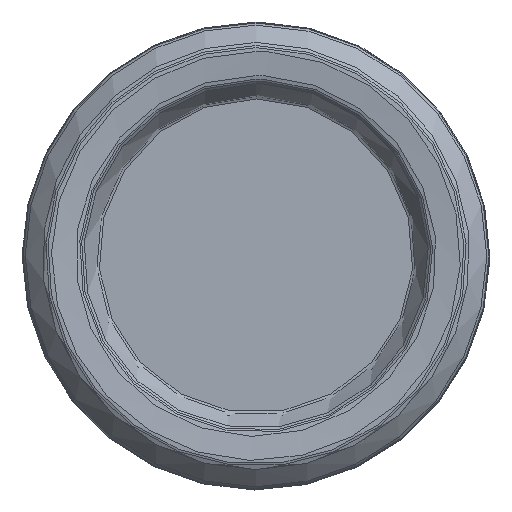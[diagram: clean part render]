
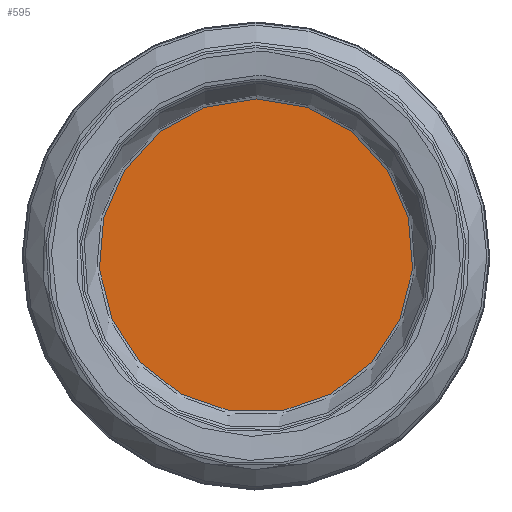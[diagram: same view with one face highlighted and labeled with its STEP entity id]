
A CAD part, left-side view. The second image highlights one B-rep face of the part: STEP entity #595.
In plain terms, the highlighted planar face has unit normal (-1, 0, 0).
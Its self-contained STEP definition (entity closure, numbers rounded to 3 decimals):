
#595=ADVANCED_FACE('',(#627),#625,.F.);
#625=PLANE('',#1097);
#627=FACE_OUTER_BOUND('',#687,.T.);
#687=EDGE_LOOP('',(#803));
#803=ORIENTED_EDGE('',*,*,#947,.T.);
#889=VERTEX_POINT('',#1550);
#947=EDGE_CURVE('',#889,#889,#1005,.T.);
#1005=CIRCLE('',#1095,37.708);
#1095=AXIS2_PLACEMENT_3D('',#1549,#1245,#1246);
#1097=AXIS2_PLACEMENT_3D('',#1552,#1249,#1250);
#1245=DIRECTION('',(-1.,0.,0.));
#1246=DIRECTION('',(0.,0.,1.));
#1249=DIRECTION('',(1.,0.,0.));
#1250=DIRECTION('',(0.,0.,-1.));
#1549=CARTESIAN_POINT('',(6.8,0.,0.));
#1550=CARTESIAN_POINT('',(6.8,0.,37.708));
#1552=CARTESIAN_POINT('',(6.8,15.,0.));
